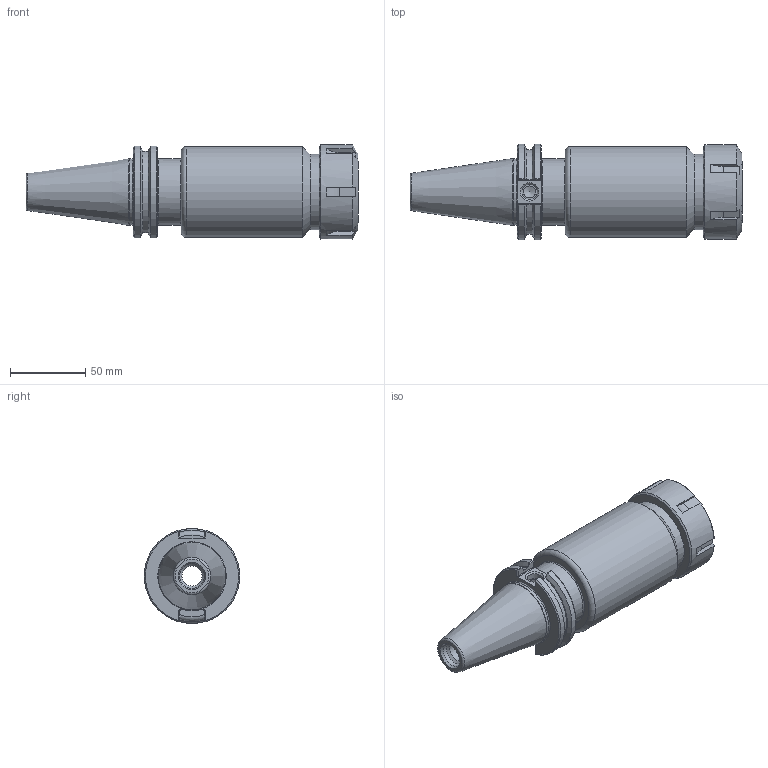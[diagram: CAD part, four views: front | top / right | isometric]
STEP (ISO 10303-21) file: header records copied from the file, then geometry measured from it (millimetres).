
FILE_DESCRIPTION((''),'2;1');
FILE_NAME('C40-40ER6.stp','2014-07-28T15:28:14',('kaykin'),(''),'Autodesk Inventor 2012','Autodesk Inventor 2012','');
FILE_SCHEMA(('AUTOMOTIVE_DESIGN { 1 0 10303 214 1 1 1 1 }'));
Length unit declared in the file: inch
Products named in the file (3): C40-40ER6; C40-40ER6-1; 40ERN
Assembly tree (2 placements, depth 2):
  C40-40ER6
    C40-40ER6-1
    40ERN
Bounding box: 220.65 x 63.26 x 63 mm (x, y, z)
Volume: 358418.4 mm3; surface area: 65910.7 mm2
Topology: 2 solids, 2 shells, 142 faces, 375 edges, 242 vertices
Faces by surface type: plane 56, cylinder 42, cone 25, torus 11, bspline 8
Full cylindrical faces by diameter (mm): 8 x1, 10.135 x1, 13.386 x1, 16.459 x1, 24.638 x1, 30.988 x1, 32.97 x1, 40 x1, 43.942 x1, 44.45 x1, 48.5 x1, 50 x1, 52.25 x1, 60.325 x1, 63 x1
Entity records: 5271 total; most frequent: CARTESIAN_POINT 1997, ORIENTED_EDGE 658, DIRECTION 620, EDGE_CURVE 329, AXIS2_PLACEMENT_3D 252, VERTEX_POINT 233, EDGE_LOOP 188, FACE_OUTER_BOUND 142
